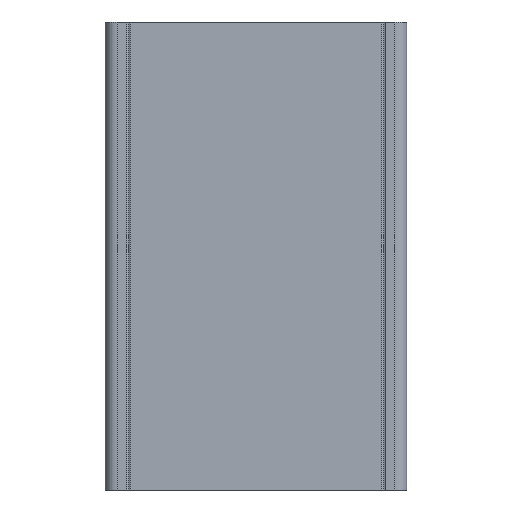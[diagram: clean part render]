
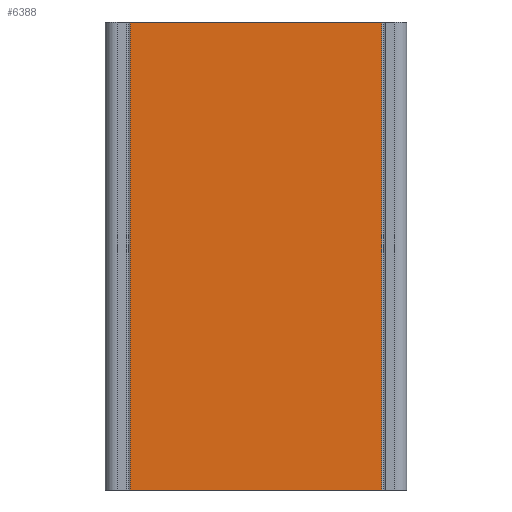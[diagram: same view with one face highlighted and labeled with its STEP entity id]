
A CAD part, front view. The second image highlights one B-rep face of the part: STEP entity #6388.
In plain terms, the highlighted planar face has unit normal (0, -1, 0).
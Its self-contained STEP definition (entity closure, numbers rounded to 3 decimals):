
#6330=CARTESIAN_POINT('',(43.016,0.0,160.0));
#6331=VERTEX_POINT('',#6330);
#6339=CARTESIAN_POINT('',(43.016,0.0,0.0));
#6340=VERTEX_POINT('',#6339);
#6341=CARTESIAN_POINT('',(43.016,0.0,0.0));
#6342=DIRECTION('',(0.0,0.0,1.0));
#6343=VECTOR('',#6342,160.0);
#6344=LINE('',#6341,#6343);
#6345=EDGE_CURVE('',#6340,#6331,#6344,.T.);
#6358=CARTESIAN_POINT('',(43.016,0.0,0.0));
#6359=DIRECTION('',(0.0,-1.0,0.0));
#6360=DIRECTION('',(0.0,0.0,-1.0));
#6361=AXIS2_PLACEMENT_3D('',#6358,#6359,#6360);
#6362=PLANE('',#6361);
#6363=CARTESIAN_POINT('',(-43.016,0.0,160.0));
#6364=VERTEX_POINT('',#6363);
#6365=CARTESIAN_POINT('',(43.016,0.0,160.0));
#6366=DIRECTION('',(-1.0,0.0,0.0));
#6367=VECTOR('',#6366,86.031);
#6368=LINE('',#6365,#6367);
#6369=EDGE_CURVE('',#6331,#6364,#6368,.T.);
#6370=ORIENTED_EDGE('',*,*,#6369,.T.);
#6371=CARTESIAN_POINT('',(-43.016,0.0,0.0));
#6372=VERTEX_POINT('',#6371);
#6373=CARTESIAN_POINT('',(-43.016,0.0,0.0));
#6374=DIRECTION('',(0.0,0.0,1.0));
#6375=VECTOR('',#6374,160.0);
#6376=LINE('',#6373,#6375);
#6377=EDGE_CURVE('',#6372,#6364,#6376,.T.);
#6378=ORIENTED_EDGE('',*,*,#6377,.F.);
#6379=CARTESIAN_POINT('',(-43.016,0.0,0.0));
#6380=DIRECTION('',(1.0,0.0,0.0));
#6381=VECTOR('',#6380,86.031);
#6382=LINE('',#6379,#6381);
#6383=EDGE_CURVE('',#6372,#6340,#6382,.T.);
#6384=ORIENTED_EDGE('',*,*,#6383,.T.);
#6385=ORIENTED_EDGE('',*,*,#6345,.T.);
#6386=EDGE_LOOP('',(#6370,#6378,#6384,#6385));
#6387=FACE_OUTER_BOUND('',#6386,.T.);
#6388=ADVANCED_FACE('',(#6387),#6362,.T.);
